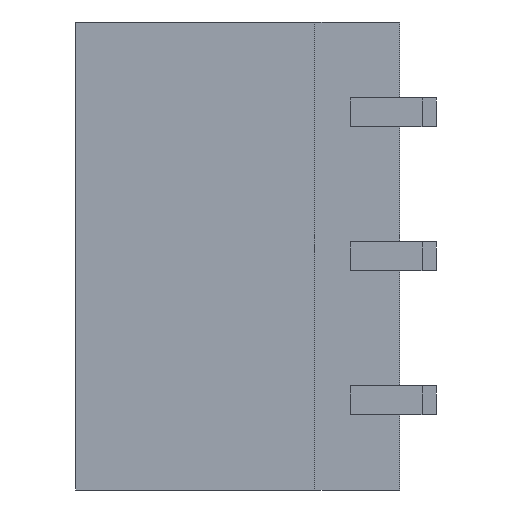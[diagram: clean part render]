
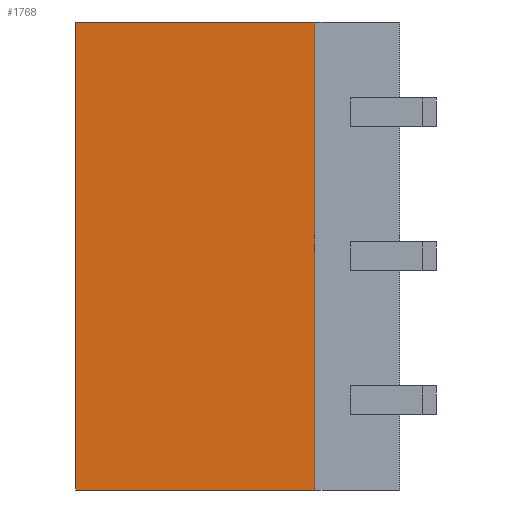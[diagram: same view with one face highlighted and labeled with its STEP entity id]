
A CAD part, left-side view. The second image highlights one B-rep face of the part: STEP entity #1768.
In plain terms, the highlighted planar face has unit normal (-1, 0, 0).
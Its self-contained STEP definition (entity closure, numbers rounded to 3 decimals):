
#527 = CARTESIAN_POINT ( 'NONE',  ( -3.62, 1.501, 4.13 ) ) ;
#1421 = ORIENTED_EDGE ( 'NONE', *, *, #13458, .F. ) ;
#1476 = VERTEX_POINT ( 'NONE', #1911 ) ;
#1478 = EDGE_CURVE ( 'NONE', #1476, #14092, #12920, .T. ) ;
#1482 = DIRECTION ( 'NONE',  ( 0., 0., 1. ) ) ;
#1638 = DIRECTION ( 'NONE',  ( 0., 0., 1. ) ) ;
#1768 = ADVANCED_FACE ( 'NONE', ( #10876 ), #1907, .F. ) ;
#1791 = CARTESIAN_POINT ( 'NONE',  ( -3.62, 5.72, -4.13 ) ) ;
#1907 = PLANE ( 'NONE',  #15125 ) ;
#1911 = CARTESIAN_POINT ( 'NONE',  ( -3.62, 1.501, -4.13 ) ) ;
#2499 = LINE ( 'NONE', #9689, #5629 ) ;
#2709 = CARTESIAN_POINT ( 'NONE',  ( -3.62, 5.72, -4.13 ) ) ;
#2739 = EDGE_LOOP ( 'NONE', ( #10029, #8950, #1421, #13443 ) ) ;
#2970 = EDGE_CURVE ( 'NONE', #4366, #5635, #7199, .T. ) ;
#3149 = DIRECTION ( 'NONE',  ( 1., 0., 0. ) ) ;
#3920 = VECTOR ( 'NONE', #13801, 1000. ) ;
#4105 = VECTOR ( 'NONE', #5482, 1000. ) ;
#4366 = VERTEX_POINT ( 'NONE', #527 ) ;
#5482 = DIRECTION ( 'NONE',  ( 0., 1., 0. ) ) ;
#5629 = VECTOR ( 'NONE', #1482, 1000. ) ;
#5635 = VERTEX_POINT ( 'NONE', #11856 ) ;
#6369 = LINE ( 'NONE', #9865, #9503 ) ;
#6443 = CARTESIAN_POINT ( 'NONE',  ( -3.62, 5.72, 4.13 ) ) ;
#7199 = LINE ( 'NONE', #6443, #4105 ) ;
#8950 = ORIENTED_EDGE ( 'NONE', *, *, #2970, .T. ) ;
#9503 = VECTOR ( 'NONE', #1638, 1000. ) ;
#9689 = CARTESIAN_POINT ( 'NONE',  ( -3.62, 5.72, 0. ) ) ;
#9849 = EDGE_CURVE ( 'NONE', #1476, #4366, #6369, .T. ) ;
#9865 = CARTESIAN_POINT ( 'NONE',  ( -3.62, 1.501, -4.13 ) ) ;
#10029 = ORIENTED_EDGE ( 'NONE', *, *, #9849, .T. ) ;
#10179 = CARTESIAN_POINT ( 'NONE',  ( -3.62, 5.72, -4.13 ) ) ;
#10876 = FACE_OUTER_BOUND ( 'NONE', #2739, .T. ) ;
#11371 = DIRECTION ( 'NONE',  ( 0., 0., -1. ) ) ;
#11856 = CARTESIAN_POINT ( 'NONE',  ( -3.62, 5.72, 4.13 ) ) ;
#12920 = LINE ( 'NONE', #1791, #3920 ) ;
#13443 = ORIENTED_EDGE ( 'NONE', *, *, #1478, .F. ) ;
#13458 = EDGE_CURVE ( 'NONE', #14092, #5635, #2499, .T. ) ;
#13801 = DIRECTION ( 'NONE',  ( 0., 1., 0. ) ) ;
#14092 = VERTEX_POINT ( 'NONE', #2709 ) ;
#15125 = AXIS2_PLACEMENT_3D ( 'NONE', #10179, #3149, #11371 ) ;
